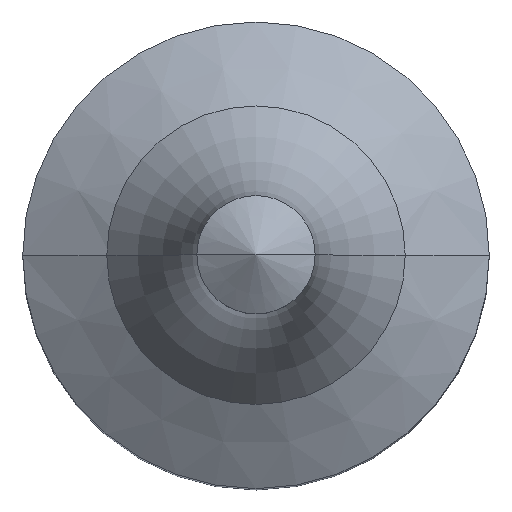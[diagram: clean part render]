
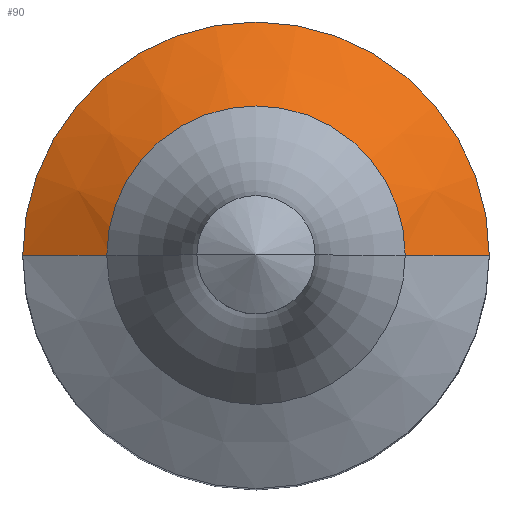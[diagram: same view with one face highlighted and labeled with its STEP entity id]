
A CAD part, top view. The second image highlights one B-rep face of the part: STEP entity #90.
In plain terms, the highlighted conical face has half-angle 60 degrees and reference radius 10 mm.
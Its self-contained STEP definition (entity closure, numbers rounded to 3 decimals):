
#2 = VERTEX_POINT ( 'NONE', #248 ) ;
#4 = VERTEX_POINT ( 'NONE', #242 ) ;
#6 = ORIENTED_EDGE ( 'NONE', *, *, #89, .F. ) ;
#76 = EDGE_CURVE ( 'NONE', #2, #4, #409, .T. ) ;
#89 = EDGE_CURVE ( 'NONE', #120, #2, #385, .T. ) ;
#90 = ADVANCED_FACE ( 'NONE', ( #396 ), #380, .T. ) ;
#91 = ORIENTED_EDGE ( 'NONE', *, *, #93, .T. ) ;
#92 = ORIENTED_EDGE ( 'NONE', *, *, #94, .T. ) ;
#93 = EDGE_CURVE ( 'NONE', #135, #4, #381, .T. ) ;
#94 = EDGE_CURVE ( 'NONE', #120, #135, #377, .T. ) ;
#95 = ORIENTED_EDGE ( 'NONE', *, *, #76, .F. ) ;
#113 = EDGE_LOOP ( 'NONE', ( #92, #91, #95, #6 ) ) ;
#120 = VERTEX_POINT ( 'NONE', #537 ) ;
#135 = VERTEX_POINT ( 'NONE', #273 ) ;
#242 = CARTESIAN_POINT ( 'NONE',  ( 16., 0., 104.84 ) ) ;
#248 = CARTESIAN_POINT ( 'NONE',  ( -16., 0., 104.84 ) ) ;
#273 = CARTESIAN_POINT ( 'NONE',  ( 10., 0., 108.304 ) ) ;
#374 = DIRECTION ( 'NONE',  ( 0., 0., -1. ) ) ;
#377 = CIRCLE ( 'NONE', #563, 10. ) ;
#378 = DIRECTION ( 'NONE',  ( -1., 0., 0. ) ) ;
#379 = CARTESIAN_POINT ( 'NONE',  ( 0., 0., 108.304 ) ) ;
#380 = CONICAL_SURFACE ( 'NONE', #395, 10., 1.047 ) ;
#381 = LINE ( 'NONE', #562, #561 ) ;
#382 = DIRECTION ( 'NONE',  ( -0.866, 0., -0.5 ) ) ;
#383 = VECTOR ( 'NONE', #382, 1000. ) ;
#384 = CARTESIAN_POINT ( 'NONE',  ( -10., 0., 108.304 ) ) ;
#385 = LINE ( 'NONE', #384, #383 ) ;
#395 = AXIS2_PLACEMENT_3D ( 'NONE', #401, #374, #378 ) ;
#396 = FACE_OUTER_BOUND ( 'NONE', #113, .T. ) ;
#401 = CARTESIAN_POINT ( 'NONE',  ( 0., 0., 108.304 ) ) ;
#405 = DIRECTION ( 'NONE',  ( -1., 0., 0. ) ) ;
#406 = DIRECTION ( 'NONE',  ( 0., 0., -1. ) ) ;
#407 = CARTESIAN_POINT ( 'NONE',  ( 0., 0., 104.84 ) ) ;
#408 = AXIS2_PLACEMENT_3D ( 'NONE', #407, #406, #405 ) ;
#409 = CIRCLE ( 'NONE', #408, 16. ) ;
#537 = CARTESIAN_POINT ( 'NONE',  ( -10., 0., 108.304 ) ) ;
#555 = DIRECTION ( 'NONE',  ( -1., 0., 0. ) ) ;
#556 = DIRECTION ( 'NONE',  ( 0., 0., -1. ) ) ;
#560 = DIRECTION ( 'NONE',  ( 0.866, 0., -0.5 ) ) ;
#561 = VECTOR ( 'NONE', #560, 1000. ) ;
#562 = CARTESIAN_POINT ( 'NONE',  ( 10., 0., 108.304 ) ) ;
#563 = AXIS2_PLACEMENT_3D ( 'NONE', #379, #556, #555 ) ;
